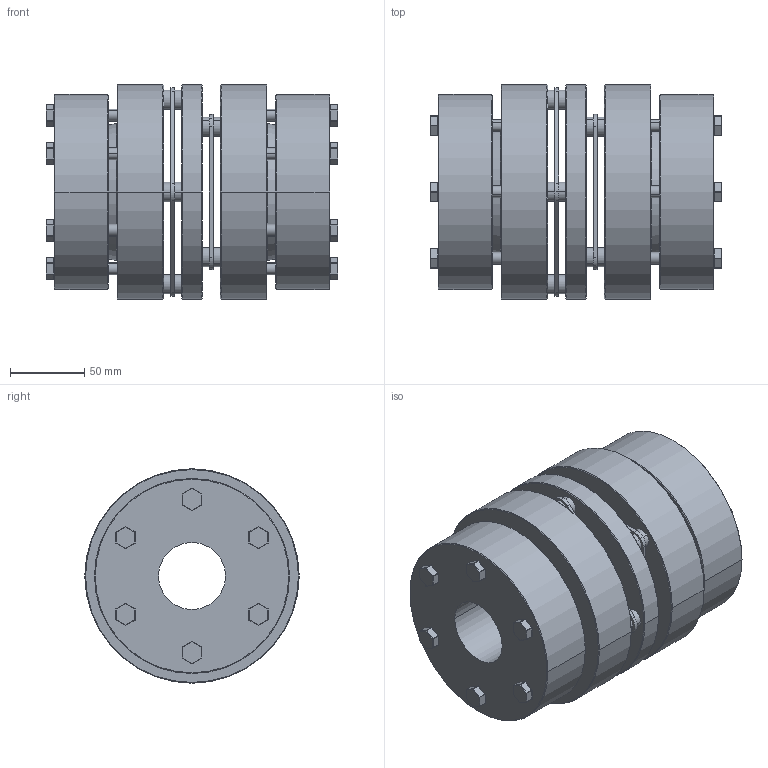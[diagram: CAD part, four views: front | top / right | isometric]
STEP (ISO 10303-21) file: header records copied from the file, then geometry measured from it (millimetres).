
FILE_DESCRIPTION (( 'STEP AP203' ), '1' );
FILE_NAME ('CL15-144L_Double.step', '2011-08-10T07:20:31', ( '' ), ( '' ), 'SwSTEP 2.0', 'SolidWorks 2010', '' );
FILE_SCHEMA (( 'CONFIG_CONTROL_DESIGN' ));
Length unit declared in the file: millimetre
Products named in the file (1): CL15-144L_Double
Bounding box: 196 x 144 x 144 mm (x, y, z)
Volume: 2133070.7 mm3; surface area: 262729.4 mm2
Topology: 15 solids, 15 shells, 636 faces, 1350 edges, 676 vertices
Faces by surface type: cylinder 302, sphere 168, plane 138, cone 28
Entity records: 16115 total; most frequent: DIRECTION 3212, CARTESIAN_POINT 2567, ORIENTED_EDGE 2508, AXIS2_PLACEMENT_3D 1321, EDGE_CURVE 1254, EDGE_LOOP 686, CIRCLE 684, VERTEX_POINT 676
